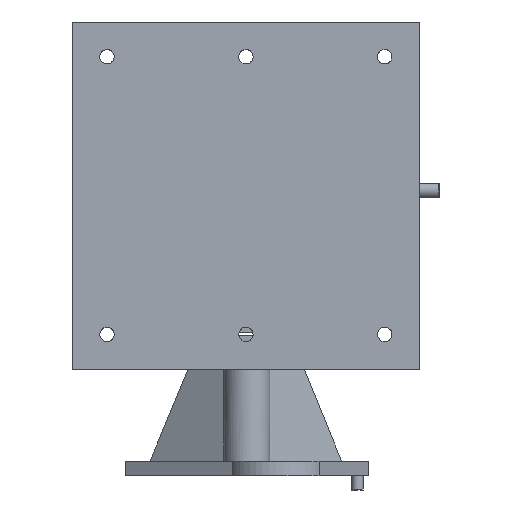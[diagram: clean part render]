
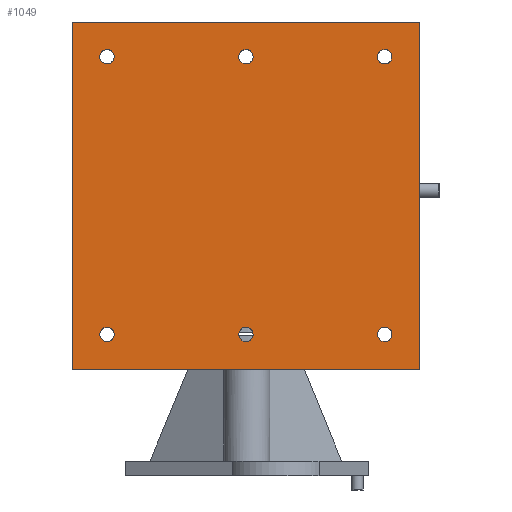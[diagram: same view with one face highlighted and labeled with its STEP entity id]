
A CAD part, front view. The second image highlights one B-rep face of the part: STEP entity #1049.
In plain terms, the highlighted free-form (B-spline) face has degree [1, 1] with [2, 2] control points.
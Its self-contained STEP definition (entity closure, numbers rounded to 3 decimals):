
#24 = VERTEX_POINT('',#25);
#25 = CARTESIAN_POINT('',(-266.189,-533.896,
    -261.435));
#30 = EDGE_CURVE('',#24,#24,#31,.T.);
#31 = ( BOUNDED_CURVE() B_SPLINE_CURVE(2,(#32,#33,#34,#35,#36,#37,#38),
.UNSPECIFIED.,.T.,.F.) B_SPLINE_CURVE_WITH_KNOTS((3,2,2,3),(
    3.142,5.236,7.33,9.425),
.PIECEWISE_BEZIER_KNOTS.) CURVE() GEOMETRIC_REPRESENTATION_ITEM() 
RATIONAL_B_SPLINE_CURVE((1.,0.5,1.,0.5,1.,0.5,1.)) REPRESENTATION_ITEM(
  '') );
#32 = CARTESIAN_POINT('',(-266.189,-533.896,
    -261.435));
#33 = CARTESIAN_POINT('',(-266.189,-533.896,
    -237.851));
#34 = CARTESIAN_POINT('',(-245.765,-533.896,
    -249.643));
#35 = CARTESIAN_POINT('',(-225.34,-533.896,
    -261.435));
#36 = CARTESIAN_POINT('',(-245.765,-533.896,
    -273.228));
#37 = CARTESIAN_POINT('',(-266.189,-533.896,
    -285.02));
#38 = CARTESIAN_POINT('',(-266.189,-533.896,
    -261.435));
#76 = VERTEX_POINT('',#77);
#77 = CARTESIAN_POINT('',(-4.754,-533.896,
    -261.435));
#82 = EDGE_CURVE('',#76,#76,#83,.T.);
#83 = ( BOUNDED_CURVE() B_SPLINE_CURVE(2,(#84,#85,#86,#87,#88,#89,#90),
.UNSPECIFIED.,.T.,.F.) B_SPLINE_CURVE_WITH_KNOTS((3,2,2,3),(
    3.142,5.236,7.33,9.425),
.PIECEWISE_BEZIER_KNOTS.) CURVE() GEOMETRIC_REPRESENTATION_ITEM() 
RATIONAL_B_SPLINE_CURVE((1.,0.5,1.,0.5,1.,0.5,1.)) REPRESENTATION_ITEM(
  '') );
#84 = CARTESIAN_POINT('',(-4.754,-533.896,
    -261.435));
#85 = CARTESIAN_POINT('',(-4.754,-533.896,
    -237.851));
#86 = CARTESIAN_POINT('',(15.671,-533.896,
    -249.643));
#87 = CARTESIAN_POINT('',(36.095,-533.896,
    -261.435));
#88 = CARTESIAN_POINT('',(15.671,-533.896,
    -273.228));
#89 = CARTESIAN_POINT('',(-4.754,-533.896,
    -285.02));
#90 = CARTESIAN_POINT('',(-4.754,-533.896,
    -261.435));
#128 = VERTEX_POINT('',#129);
#129 = CARTESIAN_POINT('',(256.682,-533.896,
    -261.435));
#134 = EDGE_CURVE('',#128,#128,#135,.T.);
#135 = ( BOUNDED_CURVE() B_SPLINE_CURVE(2,(#136,#137,#138,#139,#140,#141
,#142),.UNSPECIFIED.,.T.,.F.) B_SPLINE_CURVE_WITH_KNOTS((3,2,2,3),(
    3.142,5.236,7.33,9.425),
.PIECEWISE_BEZIER_KNOTS.) CURVE() GEOMETRIC_REPRESENTATION_ITEM() 
RATIONAL_B_SPLINE_CURVE((1.,0.5,1.,0.5,1.,0.5,1.)) REPRESENTATION_ITEM(
  '') );
#136 = CARTESIAN_POINT('',(256.682,-533.896,
    -261.435));
#137 = CARTESIAN_POINT('',(256.682,-533.896,
    -237.851));
#138 = CARTESIAN_POINT('',(277.106,-533.896,
    -249.643));
#139 = CARTESIAN_POINT('',(297.531,-533.896,
    -261.435));
#140 = CARTESIAN_POINT('',(277.106,-533.896,
    -273.228));
#141 = CARTESIAN_POINT('',(256.682,-533.896,
    -285.02));
#142 = CARTESIAN_POINT('',(256.682,-533.896,
    -261.435));
#621 = VERTEX_POINT('',#622);
#622 = CARTESIAN_POINT('',(-266.189,-533.896,
    261.435));
#627 = EDGE_CURVE('',#621,#621,#628,.T.);
#628 = ( BOUNDED_CURVE() B_SPLINE_CURVE(2,(#629,#630,#631,#632,#633,#634
,#635),.UNSPECIFIED.,.T.,.F.) B_SPLINE_CURVE_WITH_KNOTS((3,2,2,3),(
    3.142,5.236,7.33,9.425),
.PIECEWISE_BEZIER_KNOTS.) CURVE() GEOMETRIC_REPRESENTATION_ITEM() 
RATIONAL_B_SPLINE_CURVE((1.,0.5,1.,0.5,1.,0.5,1.)) REPRESENTATION_ITEM(
  '') );
#629 = CARTESIAN_POINT('',(-266.189,-533.896,
    261.435));
#630 = CARTESIAN_POINT('',(-266.189,-533.896,
    285.02));
#631 = CARTESIAN_POINT('',(-245.765,-533.896,
    273.228));
#632 = CARTESIAN_POINT('',(-225.34,-533.896,
    261.435));
#633 = CARTESIAN_POINT('',(-245.765,-533.896,
    249.643));
#634 = CARTESIAN_POINT('',(-266.189,-533.896,
    237.851));
#635 = CARTESIAN_POINT('',(-266.189,-533.896,
    261.435));
#662 = VERTEX_POINT('',#663);
#663 = CARTESIAN_POINT('',(-4.754,-533.896,
    261.435));
#668 = EDGE_CURVE('',#662,#662,#669,.T.);
#669 = ( BOUNDED_CURVE() B_SPLINE_CURVE(2,(#670,#671,#672,#673,#674,#675
,#676),.UNSPECIFIED.,.T.,.F.) B_SPLINE_CURVE_WITH_KNOTS((3,2,2,3),(
    3.142,5.236,7.33,9.425),
.PIECEWISE_BEZIER_KNOTS.) CURVE() GEOMETRIC_REPRESENTATION_ITEM() 
RATIONAL_B_SPLINE_CURVE((1.,0.5,1.,0.5,1.,0.5,1.)) REPRESENTATION_ITEM(
  '') );
#670 = CARTESIAN_POINT('',(-4.754,-533.896,
    261.435));
#671 = CARTESIAN_POINT('',(-4.754,-533.896,
    285.02));
#672 = CARTESIAN_POINT('',(15.671,-533.896,
    273.228));
#673 = CARTESIAN_POINT('',(36.095,-533.896,
    261.435));
#674 = CARTESIAN_POINT('',(15.671,-533.896,
    249.643));
#675 = CARTESIAN_POINT('',(-4.754,-533.896,
    237.851));
#676 = CARTESIAN_POINT('',(-4.754,-533.896,
    261.435));
#703 = VERTEX_POINT('',#704);
#704 = CARTESIAN_POINT('',(256.682,-533.896,
    261.435));
#709 = EDGE_CURVE('',#703,#703,#710,.T.);
#710 = ( BOUNDED_CURVE() B_SPLINE_CURVE(2,(#711,#712,#713,#714,#715,#716
,#717),.UNSPECIFIED.,.T.,.F.) B_SPLINE_CURVE_WITH_KNOTS((3,2,2,3),(
    3.142,5.236,7.33,9.425),
.PIECEWISE_BEZIER_KNOTS.) CURVE() GEOMETRIC_REPRESENTATION_ITEM() 
RATIONAL_B_SPLINE_CURVE((1.,0.5,1.,0.5,1.,0.5,1.)) REPRESENTATION_ITEM(
  '') );
#711 = CARTESIAN_POINT('',(256.682,-533.896,
    261.435));
#712 = CARTESIAN_POINT('',(256.682,-533.896,
    285.02));
#713 = CARTESIAN_POINT('',(277.106,-533.896,
    273.228));
#714 = CARTESIAN_POINT('',(297.531,-533.896,
    261.435));
#715 = CARTESIAN_POINT('',(277.106,-533.896,
    249.643));
#716 = CARTESIAN_POINT('',(256.682,-533.896,
    237.851));
#717 = CARTESIAN_POINT('',(256.682,-533.896,
    261.435));
#967 = VERTEX_POINT('',#968);
#968 = CARTESIAN_POINT('',(335.657,-533.896,
    -326.794));
#973 = EDGE_CURVE('',#974,#967,#976,.T.);
#974 = VERTEX_POINT('',#975);
#975 = CARTESIAN_POINT('',(-317.932,-533.896,
    -326.794));
#976 = B_SPLINE_CURVE_WITH_KNOTS('',1,(#977,#978),.UNSPECIFIED.,.F.,.F.,
  (2,2),(0.,600.),.PIECEWISE_BEZIER_KNOTS.);
#977 = CARTESIAN_POINT('',(-317.932,-533.896,
    -326.794));
#978 = CARTESIAN_POINT('',(335.657,-533.896,
    -326.794));
#995 = EDGE_CURVE('',#996,#974,#998,.T.);
#996 = VERTEX_POINT('',#997);
#997 = CARTESIAN_POINT('',(-317.932,-533.896,
    326.794));
#998 = B_SPLINE_CURVE_WITH_KNOTS('',1,(#999,#1000),.UNSPECIFIED.,.F.,.F.
  ,(2,2),(0.,600.),.PIECEWISE_BEZIER_KNOTS.);
#999 = CARTESIAN_POINT('',(-317.932,-533.896,
    326.794));
#1000 = CARTESIAN_POINT('',(-317.932,-533.896,
    -326.794));
#1017 = EDGE_CURVE('',#1018,#996,#1020,.T.);
#1018 = VERTEX_POINT('',#1019);
#1019 = CARTESIAN_POINT('',(335.657,-533.896,
    326.794));
#1020 = B_SPLINE_CURVE_WITH_KNOTS('',1,(#1021,#1022),.UNSPECIFIED.,.F.,
  .F.,(2,2),(0.,600.),.PIECEWISE_BEZIER_KNOTS.);
#1021 = CARTESIAN_POINT('',(335.657,-533.896,
    326.794));
#1022 = CARTESIAN_POINT('',(-317.932,-533.896,
    326.794));
#1039 = EDGE_CURVE('',#967,#1018,#1040,.T.);
#1040 = B_SPLINE_CURVE_WITH_KNOTS('',1,(#1041,#1042),.UNSPECIFIED.,.F.,
  .F.,(2,2),(0.,600.),.PIECEWISE_BEZIER_KNOTS.);
#1041 = CARTESIAN_POINT('',(335.657,-533.896,
    -326.794));
#1042 = CARTESIAN_POINT('',(335.657,-533.896,
    326.794));
#1049 = ADVANCED_FACE('',(#1050,#1056,#1059,#1062,#1065,#1068,#1071),
  #1074,.T.);
#1050 = FACE_BOUND('',#1051,.T.);
#1051 = EDGE_LOOP('',(#1052,#1053,#1054,#1055));
#1052 = ORIENTED_EDGE('',*,*,#1039,.T.);
#1053 = ORIENTED_EDGE('',*,*,#1017,.T.);
#1054 = ORIENTED_EDGE('',*,*,#995,.T.);
#1055 = ORIENTED_EDGE('',*,*,#973,.T.);
#1056 = FACE_BOUND('',#1057,.T.);
#1057 = EDGE_LOOP('',(#1058));
#1058 = ORIENTED_EDGE('',*,*,#30,.T.);
#1059 = FACE_BOUND('',#1060,.T.);
#1060 = EDGE_LOOP('',(#1061));
#1061 = ORIENTED_EDGE('',*,*,#82,.T.);
#1062 = FACE_BOUND('',#1063,.T.);
#1063 = EDGE_LOOP('',(#1064));
#1064 = ORIENTED_EDGE('',*,*,#134,.T.);
#1065 = FACE_BOUND('',#1066,.T.);
#1066 = EDGE_LOOP('',(#1067));
#1067 = ORIENTED_EDGE('',*,*,#627,.T.);
#1068 = FACE_BOUND('',#1069,.T.);
#1069 = EDGE_LOOP('',(#1070));
#1070 = ORIENTED_EDGE('',*,*,#668,.T.);
#1071 = FACE_BOUND('',#1072,.T.);
#1072 = EDGE_LOOP('',(#1073));
#1073 = ORIENTED_EDGE('',*,*,#709,.T.);
#1074 = B_SPLINE_SURFACE_WITH_KNOTS('',1,1,(
    (#1075,#1076)
    ,(#1077,#1078
    )),.UNSPECIFIED.,.F.,.F.,.F.,(2,2),(2,2),(-300.,300.),(-300.,300.),
  .PIECEWISE_BEZIER_KNOTS.);
#1075 = CARTESIAN_POINT('',(-317.932,-533.896,
    326.794));
#1076 = CARTESIAN_POINT('',(335.657,-533.896,
    326.794));
#1077 = CARTESIAN_POINT('',(-317.932,-533.896,
    -326.794));
#1078 = CARTESIAN_POINT('',(335.657,-533.896,
    -326.794));
